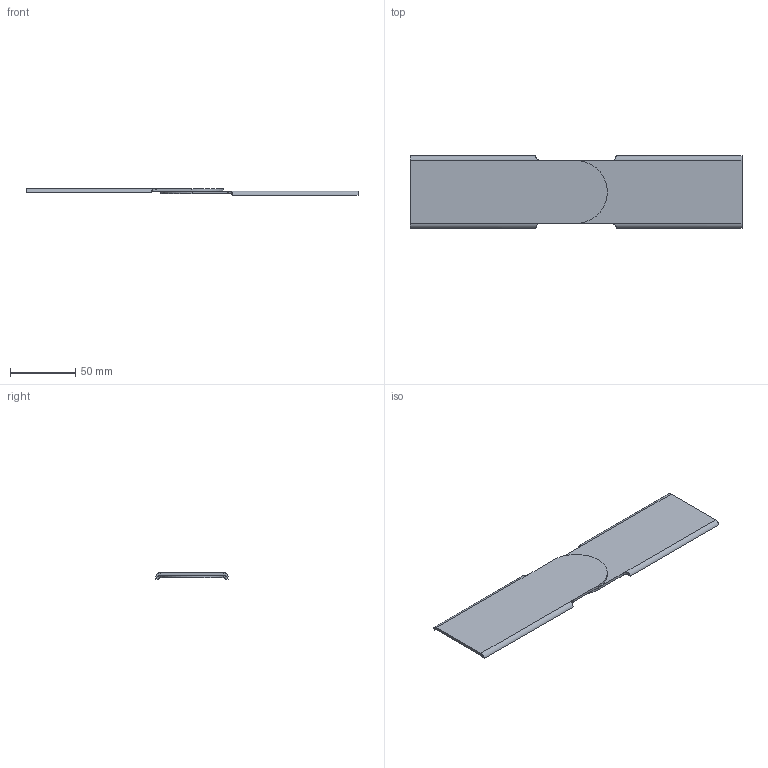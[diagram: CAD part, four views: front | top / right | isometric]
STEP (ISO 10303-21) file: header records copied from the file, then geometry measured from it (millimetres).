
FILE_DESCRIPTION (( 'STEP AP214' ), '1' );
FILE_NAME ('7082759.STEP', '2025-02-10T14:04:43', ( '' ), ( '' ), 'SwSTEP 2.0', 'SolidWorks 2024', '' );
FILE_SCHEMA (( 'AUTOMOTIVE_DESIGN' ));
Length unit declared in the file: millimetre
Products named in the file (2): KTS 07.039-007_Standard; 7082759
Assembly tree (2 placements, depth 2):
  7082759
    KTS 07.039-007_Standard  x2
Bounding box: 254 x 55.3 x 5.33 mm (x, y, z)
Volume: 30917.5 mm3; surface area: 32475.7 mm2
Topology: 2 solids, 2 shells, 36 faces, 80 edges, 48 vertices
Faces by surface type: plane 18, cylinder 14, bspline 4
Entity records: 781 total; most frequent: CARTESIAN_POINT 329, DIRECTION 88, ORIENTED_EDGE 80, EDGE_CURVE 40, AXIS2_PLACEMENT_3D 31, LINE 26, VECTOR 26, VERTEX_POINT 24
